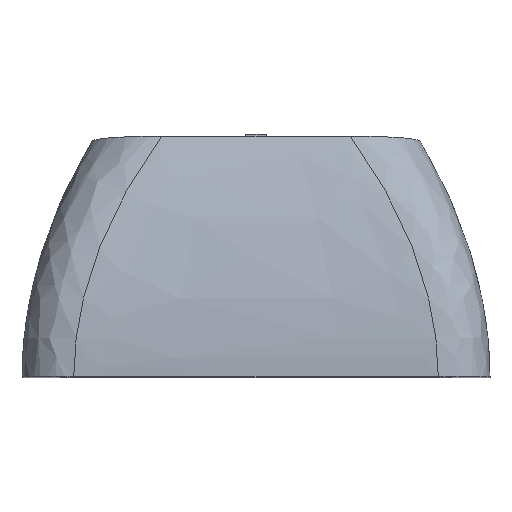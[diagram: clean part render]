
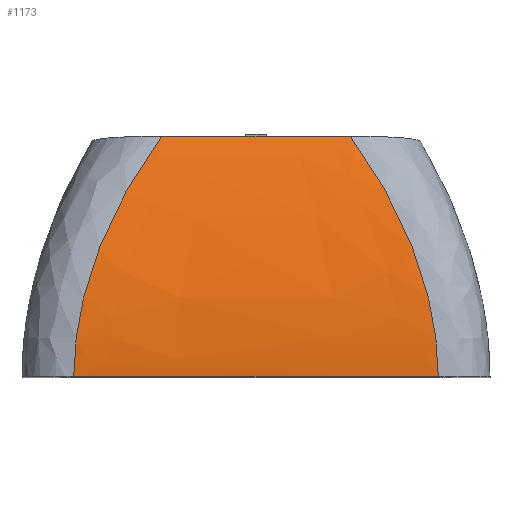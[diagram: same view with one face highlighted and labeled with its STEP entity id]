
A CAD part, top view. The second image highlights one B-rep face of the part: STEP entity #1173.
In plain terms, the highlighted free-form (B-spline) face has degree [3, 3] with [4, 4] control points.
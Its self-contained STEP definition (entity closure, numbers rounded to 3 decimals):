
#46=B_SPLINE_SURFACE_WITH_KNOTS('',3,3,((#2276,#2277,#2278,#2279),(#2280,
#2281,#2282,#2283),(#2284,#2285,#2286,#2287),(#2288,#2289,#2290,#2291)),
 .UNSPECIFIED.,.F.,.F.,.F.,(4,4),(4,4),(0.,1.),(0.,1.),.UNSPECIFIED.);
#80=B_SPLINE_CURVE_WITH_KNOTS('',3,(#2140,#2141,#2142,#2143),
 .UNSPECIFIED.,.F.,.F.,(4,4),(0.,1.),.UNSPECIFIED.);
#86=B_SPLINE_CURVE_WITH_KNOTS('',3,(#2272,#2273,#2274,#2275),
 .UNSPECIFIED.,.F.,.F.,(4,4),(0.,1.),.UNSPECIFIED.);
#119=FACE_OUTER_BOUND('',#188,.T.);
#188=EDGE_LOOP('',(#914,#915,#916,#917));
#261=LINE('',#2098,#384);
#262=LINE('',#2104,#385);
#384=VECTOR('',#1355,10.);
#385=VECTOR('',#1360,10.);
#509=VERTEX_POINT('',#2083);
#516=VERTEX_POINT('',#2096);
#517=VERTEX_POINT('',#2100);
#519=VERTEX_POINT('',#2103);
#649=EDGE_CURVE('',#516,#509,#261,.T.);
#651=EDGE_CURVE('',#519,#517,#262,.T.);
#659=EDGE_CURVE('',#517,#509,#80,.T.);
#665=EDGE_CURVE('',#519,#516,#86,.T.);
#914=ORIENTED_EDGE('',*,*,#651,.T.);
#915=ORIENTED_EDGE('',*,*,#659,.T.);
#916=ORIENTED_EDGE('',*,*,#649,.F.);
#917=ORIENTED_EDGE('',*,*,#665,.F.);
#1173=ADVANCED_FACE('',(#119),#46,.T.);
#1355=DIRECTION('',(-1.,0.,0.));
#1360=DIRECTION('',(-1.,0.,0.));
#2083=CARTESIAN_POINT('',(2.,0.,18.1));
#2096=CARTESIAN_POINT('',(16.1,0.,18.1));
#2098=CARTESIAN_POINT('',(16.1,0.,18.1));
#2100=CARTESIAN_POINT('',(5.4,9.309,15.363));
#2103=CARTESIAN_POINT('',(12.7,9.309,15.363));
#2104=CARTESIAN_POINT('',(12.7,9.309,15.363));
#2140=CARTESIAN_POINT('Ctrl Pts',(5.4,9.309,15.363));
#2141=CARTESIAN_POINT('Ctrl Pts',(3.133,6.206,17.188));
#2142=CARTESIAN_POINT('Ctrl Pts',(2.,2.956,18.1));
#2143=CARTESIAN_POINT('Ctrl Pts',(2.,0.,18.1));
#2272=CARTESIAN_POINT('Ctrl Pts',(12.7,9.309,15.363));
#2273=CARTESIAN_POINT('Ctrl Pts',(14.967,6.206,17.188));
#2274=CARTESIAN_POINT('Ctrl Pts',(16.1,2.956,18.1));
#2275=CARTESIAN_POINT('Ctrl Pts',(16.1,0.,18.1));
#2276=CARTESIAN_POINT('Ctrl Pts',(12.7,9.309,15.363));
#2277=CARTESIAN_POINT('Ctrl Pts',(14.967,6.206,17.188));
#2278=CARTESIAN_POINT('Ctrl Pts',(16.1,2.956,18.1));
#2279=CARTESIAN_POINT('Ctrl Pts',(16.1,0.,18.1));
#2280=CARTESIAN_POINT('Ctrl Pts',(11.286,9.309,15.363));
#2281=CARTESIAN_POINT('Ctrl Pts',(13.336,6.206,17.149));
#2282=CARTESIAN_POINT('Ctrl Pts',(15.053,2.956,18.1));
#2283=CARTESIAN_POINT('Ctrl Pts',(15.053,0.,
18.1));
#2284=CARTESIAN_POINT('Ctrl Pts',(6.814,9.309,15.363));
#2285=CARTESIAN_POINT('Ctrl Pts',(4.764,6.206,17.149));
#2286=CARTESIAN_POINT('Ctrl Pts',(3.047,2.956,18.1));
#2287=CARTESIAN_POINT('Ctrl Pts',(3.047,0.,
18.1));
#2288=CARTESIAN_POINT('Ctrl Pts',(5.4,9.309,15.363));
#2289=CARTESIAN_POINT('Ctrl Pts',(3.133,6.206,17.188));
#2290=CARTESIAN_POINT('Ctrl Pts',(2.,2.956,18.1));
#2291=CARTESIAN_POINT('Ctrl Pts',(2.,0.,18.1));
